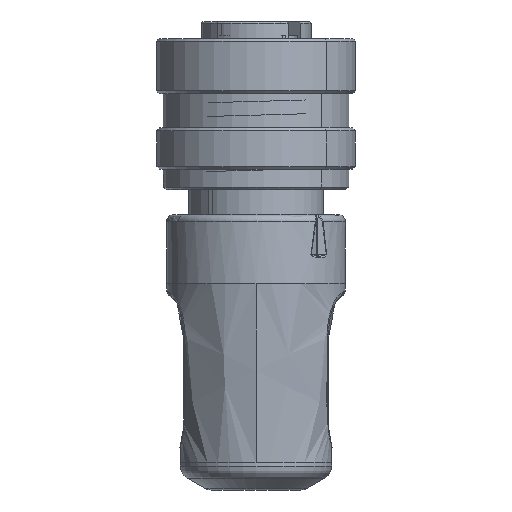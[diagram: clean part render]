
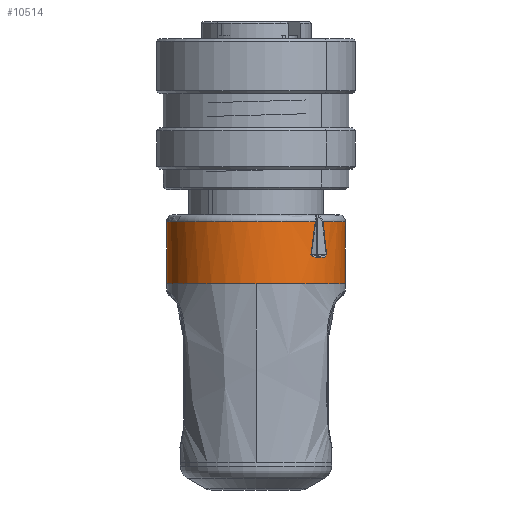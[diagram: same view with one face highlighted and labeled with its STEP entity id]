
A CAD part, left-side view. The second image highlights one B-rep face of the part: STEP entity #10514.
In plain terms, the highlighted cylindrical face has radius 6.5 mm (diameter 13 mm), a partial arc.
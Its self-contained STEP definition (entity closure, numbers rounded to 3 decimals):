
#699 = CARTESIAN_POINT ( 'NONE',  ( 3.1, 4.72, -4.469 ) ) ;
#1550 = CARTESIAN_POINT ( 'NONE',  ( 2.889, 5.133, -3.988 ) ) ;
#1553 = LINE ( 'NONE', #10680, #51395 ) ;
#1924 = CARTESIAN_POINT ( 'NONE',  ( 3.1, 4.382, -4.802 ) ) ;
#3076 = CARTESIAN_POINT ( 'NONE',  ( 2.89, 3.987, -5.134 ) ) ;
#3221 = EDGE_CURVE ( 'NONE', #12637, #14161, #1553, .T. ) ;
#3315 = DIRECTION ( 'NONE',  ( 0., 0., -1. ) ) ;
#3578 = VERTEX_POINT ( 'NONE', #21847 ) ;
#4417 = EDGE_CURVE ( 'NONE', #9931, #31186, #52412, .T. ) ;
#4975 = CARTESIAN_POINT ( 'NONE',  ( 2.889, 5.133, -3.988 ) ) ;
#7021 = CARTESIAN_POINT ( 'NONE',  ( 3.044, 4.116, -5.031 ) ) ;
#7238 = CARTESIAN_POINT ( 'NONE',  ( 2.89, 3.987, -5.134 ) ) ;
#7614 = DIRECTION ( 'NONE',  ( 1., 0., 0. ) ) ;
#7799 = VERTEX_POINT ( 'NONE', #43299 ) ;
#8409 = CARTESIAN_POINT ( 'NONE',  ( 2.889, 5.133, -3.988 ) ) ;
#8735 = CARTESIAN_POINT ( 'NONE',  ( 3.006, 5.082, -4.052 ) ) ;
#9268 = CYLINDRICAL_SURFACE ( 'NONE', #43061, 6.5 ) ;
#9271 = DIRECTION ( 'NONE',  ( -1., 0., 0. ) ) ;
#9907 = CARTESIAN_POINT ( 'NONE',  ( 5., 6.5, 0. ) ) ;
#9931 = VERTEX_POINT ( 'NONE', #42592 ) ;
#10249 = CARTESIAN_POINT ( 'NONE',  ( 5., 0., -6.5 ) ) ;
#10514 = ADVANCED_FACE ( 'NONE', ( #25326 ), #9268, .T. ) ;
#10536 = CARTESIAN_POINT ( 'NONE',  ( 2.92, 3.984, -5.136 ) ) ;
#10680 = CARTESIAN_POINT ( 'NONE',  ( 0., 0., -6.5 ) ) ;
#11218 = CARTESIAN_POINT ( 'NONE',  ( 5., 0., 0. ) ) ;
#11401 = DIRECTION ( 'NONE',  ( 1., 0., 0. ) ) ;
#12127 = ORIENTED_EDGE ( 'NONE', *, *, #50411, .T. ) ;
#12637 = VERTEX_POINT ( 'NONE', #10249 ) ;
#13641 = B_SPLINE_CURVE_WITH_KNOTS ( 'NONE', 3,
 ( #1550, #25940, #29729, #46057, #50852, #26215 ),
 .UNSPECIFIED., .F., .F.,
 ( 4, 2, 4 ),
 ( 0., 0.001, 0.002 ),
 .UNSPECIFIED. ) ;
#13805 = CARTESIAN_POINT ( 'NONE',  ( 0., 0., 0. ) ) ;
#14161 = VERTEX_POINT ( 'NONE', #33753 ) ;
#14883 = VERTEX_POINT ( 'NONE', #9907 ) ;
#15028 = CARTESIAN_POINT ( 'NONE',  ( 1.293, 4.186, -4.973 ) ) ;
#15806 = CARTESIAN_POINT ( 'NONE',  ( 0.5, 4.307, -4.868 ) ) ;
#15918 = CARTESIAN_POINT ( 'NONE',  ( 0.5, 0., 0. ) ) ;
#17852 = CARTESIAN_POINT ( 'NONE',  ( 3.093, 4.881, -4.294 ) ) ;
#18286 = CARTESIAN_POINT ( 'NONE',  ( 3.1, 4.469, -4.72 ) ) ;
#18556 = CARTESIAN_POINT ( 'NONE',  ( 3.006, 4.052, -5.083 ) ) ;
#18817 = CARTESIAN_POINT ( 'NONE',  ( 2.991, 4.031, -5.099 ) ) ;
#18856 = B_SPLINE_CURVE_WITH_KNOTS ( 'NONE', 3,
 ( #699, #37410, #17852, #50266, #42220, #8735, #41694, #29936, #46254, #4975 ),
 .UNSPECIFIED., .F., .F.,
 ( 4, 2, 2, 2, 4 ),
 ( 0., 0., 0.001, 0.001, 0.001 ),
 .UNSPECIFIED. ) ;
#19418 = VERTEX_POINT ( 'NONE', #31484 ) ;
#19929 = CARTESIAN_POINT ( 'NONE',  ( 3.1, 0., 0. ) ) ;
#19966 = CIRCLE ( 'NONE', #40508, 6.5 ) ;
#20322 = EDGE_CURVE ( 'NONE', #3578, #14883, #21540, .T. ) ;
#20420 = CARTESIAN_POINT ( 'NONE',  ( 0., 0., 6.5 ) ) ;
#21093 = AXIS2_PLACEMENT_3D ( 'NONE', #34643, #22298, #46441 ) ;
#21171 = ORIENTED_EDGE ( 'NONE', *, *, #47358, .T. ) ;
#21335 = CARTESIAN_POINT ( 'NONE',  ( 0.5, 0., 6.5 ) ) ;
#21540 = CIRCLE ( 'NONE', #47251, 6.5 ) ;
#21742 = ORIENTED_EDGE ( 'NONE', *, *, #40916, .T. ) ;
#21847 = CARTESIAN_POINT ( 'NONE',  ( 5., 0., 6.5 ) ) ;
#22298 = DIRECTION ( 'NONE',  ( 1., 0., 0. ) ) ;
#22779 = VERTEX_POINT ( 'NONE', #21335 ) ;
#22937 = EDGE_LOOP ( 'NONE', ( #47374, #12127, #24196, #29828, #35008, #41610, #48292, #29194, #21171, #21742, #35199 ) ) ;
#24196 = ORIENTED_EDGE ( 'NONE', *, *, #3221, .T. ) ;
#24521 = CARTESIAN_POINT ( 'NONE',  ( 5., 0., 0. ) ) ;
#24707 = EDGE_CURVE ( 'NONE', #3578, #22779, #36529, .T. ) ;
#24786 = DIRECTION ( 'NONE',  ( 0., 0., 1. ) ) ;
#25326 = FACE_OUTER_BOUND ( 'NONE', #22937, .T. ) ;
#25940 = CARTESIAN_POINT ( 'NONE',  ( 2.489, 5.097, -4.034 ) ) ;
#26215 = CARTESIAN_POINT ( 'NONE',  ( 0.5, 4.864, -4.312 ) ) ;
#26814 = CARTESIAN_POINT ( 'NONE',  ( 3.1, 4.72, -4.469 ) ) ;
#27155 = CARTESIAN_POINT ( 'NONE',  ( 3.059, 4.16, -4.995 ) ) ;
#28104 = DIRECTION ( 'NONE',  ( 0., 0., 1. ) ) ;
#28930 = VERTEX_POINT ( 'NONE', #26814 ) ;
#29194 = ORIENTED_EDGE ( 'NONE', *, *, #29519, .T. ) ;
#29519 = EDGE_CURVE ( 'NONE', #28930, #35790, #18856, .T. ) ;
#29729 = CARTESIAN_POINT ( 'NONE',  ( 2.09, 5.057, -4.085 ) ) ;
#29828 = ORIENTED_EDGE ( 'NONE', *, *, #47065, .T. ) ;
#29849 = EDGE_CURVE ( 'NONE', #19418, #28930, #46302, .T. ) ;
#29936 = CARTESIAN_POINT ( 'NONE',  ( 2.949, 5.125, -3.998 ) ) ;
#30375 = CIRCLE ( 'NONE', #49160, 6.5 ) ;
#30382 = CARTESIAN_POINT ( 'NONE',  ( 3.093, 4.293, -4.882 ) ) ;
#31186 = VERTEX_POINT ( 'NONE', #3076 ) ;
#31388 = CARTESIAN_POINT ( 'NONE',  ( 2.489, 4.03, -5.1 ) ) ;
#31484 = CARTESIAN_POINT ( 'NONE',  ( 3.1, 4.469, -4.72 ) ) ;
#33439 = AXIS2_PLACEMENT_3D ( 'NONE', #19929, #11401, #43796 ) ;
#33753 = CARTESIAN_POINT ( 'NONE',  ( 0.5, 0., -6.5 ) ) ;
#34643 = CARTESIAN_POINT ( 'NONE',  ( 0.5, 0., 0. ) ) ;
#35008 = ORIENTED_EDGE ( 'NONE', *, *, #4417, .T. ) ;
#35199 = ORIENTED_EDGE ( 'NONE', *, *, #24707, .F. ) ;
#35790 = VERTEX_POINT ( 'NONE', #8409 ) ;
#35861 = DIRECTION ( 'NONE',  ( -1., 0., 0. ) ) ;
#36529 = LINE ( 'NONE', #20420, #49324 ) ;
#37410 = CARTESIAN_POINT ( 'NONE',  ( 3.1, 4.802, -4.383 ) ) ;
#38912 = CARTESIAN_POINT ( 'NONE',  ( 2.949, 3.997, -5.126 ) ) ;
#39320 = DIRECTION ( 'NONE',  ( -1., 0., 0. ) ) ;
#40508 = AXIS2_PLACEMENT_3D ( 'NONE', #15918, #7614, #3315 ) ;
#40916 = EDGE_CURVE ( 'NONE', #7799, #22779, #19966, .T. ) ;
#40969 = B_SPLINE_CURVE_WITH_KNOTS ( 'NONE', 3,
 ( #51493, #10536, #38912, #18817, #18556, #7021, #27155, #30382, #1924, #18286 ),
 .UNSPECIFIED., .F., .F.,
 ( 4, 2, 2, 2, 4 ),
 ( 0., 0., 0., 0., 0.001 ),
 .UNSPECIFIED. ) ;
#41083 = EDGE_CURVE ( 'NONE', #31186, #19418, #40969, .T. ) ;
#41610 = ORIENTED_EDGE ( 'NONE', *, *, #41083, .T. ) ;
#41694 = CARTESIAN_POINT ( 'NONE',  ( 2.99, 5.099, -4.032 ) ) ;
#42220 = CARTESIAN_POINT ( 'NONE',  ( 3.044, 5.031, -4.116 ) ) ;
#42592 = CARTESIAN_POINT ( 'NONE',  ( 0.5, 4.307, -4.868 ) ) ;
#43061 = AXIS2_PLACEMENT_3D ( 'NONE', #13805, #49963, #45177 ) ;
#43146 = CARTESIAN_POINT ( 'NONE',  ( 2.09, 4.079, -5.062 ) ) ;
#43299 = CARTESIAN_POINT ( 'NONE',  ( 0.5, 4.864, -4.312 ) ) ;
#43796 = DIRECTION ( 'NONE',  ( 0., 0., 1. ) ) ;
#45177 = DIRECTION ( 'NONE',  ( 0., 0., 1. ) ) ;
#45365 = DIRECTION ( 'NONE',  ( -1., 0., 0. ) ) ;
#46057 = CARTESIAN_POINT ( 'NONE',  ( 1.294, 4.966, -4.194 ) ) ;
#46254 = CARTESIAN_POINT ( 'NONE',  ( 2.92, 5.136, -3.984 ) ) ;
#46302 = CIRCLE ( 'NONE', #33439, 6.5 ) ;
#46441 = DIRECTION ( 'NONE',  ( 0., 0., -1. ) ) ;
#47065 = EDGE_CURVE ( 'NONE', #14161, #9931, #50228, .T. ) ;
#47251 = AXIS2_PLACEMENT_3D ( 'NONE', #24521, #9271, #24786 ) ;
#47358 = EDGE_CURVE ( 'NONE', #35790, #7799, #13641, .T. ) ;
#47374 = ORIENTED_EDGE ( 'NONE', *, *, #20322, .T. ) ;
#48292 = ORIENTED_EDGE ( 'NONE', *, *, #29849, .T. ) ;
#48507 = CARTESIAN_POINT ( 'NONE',  ( 0.896, 4.246, -4.923 ) ) ;
#49160 = AXIS2_PLACEMENT_3D ( 'NONE', #11218, #35861, #28104 ) ;
#49324 = VECTOR ( 'NONE', #45365, 1000. ) ;
#49963 = DIRECTION ( 'NONE',  ( -1., 0., 0. ) ) ;
#50228 = CIRCLE ( 'NONE', #21093, 6.5 ) ;
#50266 = CARTESIAN_POINT ( 'NONE',  ( 3.059, 4.994, -4.161 ) ) ;
#50411 = EDGE_CURVE ( 'NONE', #14883, #12637, #30375, .T. ) ;
#50852 = CARTESIAN_POINT ( 'NONE',  ( 0.897, 4.916, -4.253 ) ) ;
#51395 = VECTOR ( 'NONE', #39320, 1000. ) ;
#51493 = CARTESIAN_POINT ( 'NONE',  ( 2.89, 3.987, -5.134 ) ) ;
#52412 = B_SPLINE_CURVE_WITH_KNOTS ( 'NONE', 3,
 ( #15806, #48507, #15028, #43146, #31388, #7238 ),
 .UNSPECIFIED., .F., .F.,
 ( 4, 2, 4 ),
 ( 0., 0.001, 0.002 ),
 .UNSPECIFIED. ) ;
